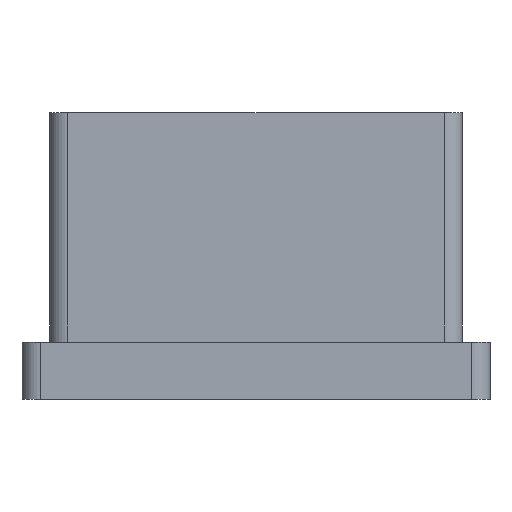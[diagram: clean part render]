
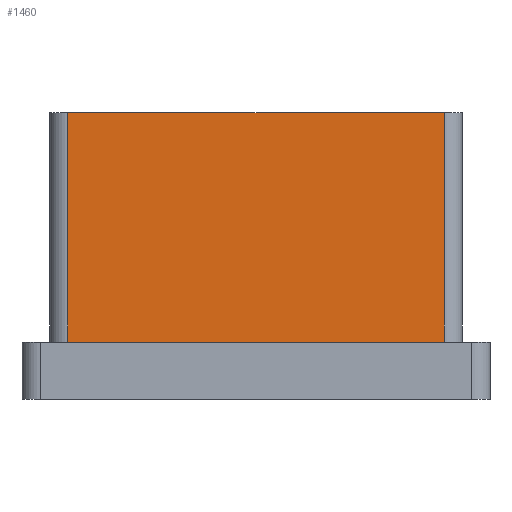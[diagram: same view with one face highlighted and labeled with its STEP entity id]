
A CAD part, left-side view. The second image highlights one B-rep face of the part: STEP entity #1460.
In plain terms, the highlighted planar face has unit normal (-1, 0, 0).
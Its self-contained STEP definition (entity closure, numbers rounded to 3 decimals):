
#74=PLANE('',#1608);
#129=FACE_OUTER_BOUND('',#218,.T.);
#218=EDGE_LOOP('',(#1132,#1133,#1134,#1135));
#348=LINE('',#2332,#477);
#349=LINE('',#2334,#478);
#350=LINE('',#2336,#479);
#351=LINE('',#2337,#480);
#477=VECTOR('',#1908,10.414);
#478=VECTOR('',#1909,6.35);
#479=VECTOR('',#1910,10.414);
#480=VECTOR('',#1911,6.35);
#693=VERTEX_POINT('',#2330);
#694=VERTEX_POINT('',#2331);
#695=VERTEX_POINT('',#2333);
#696=VERTEX_POINT('',#2335);
#866=EDGE_CURVE('',#693,#694,#348,.T.);
#867=EDGE_CURVE('',#694,#695,#349,.T.);
#868=EDGE_CURVE('',#696,#695,#350,.T.);
#869=EDGE_CURVE('',#696,#693,#351,.T.);
#1132=ORIENTED_EDGE('',*,*,#866,.T.);
#1133=ORIENTED_EDGE('',*,*,#867,.T.);
#1134=ORIENTED_EDGE('',*,*,#868,.F.);
#1135=ORIENTED_EDGE('',*,*,#869,.T.);
#1460=ADVANCED_FACE('',(#129),#74,.T.);
#1608=AXIS2_PLACEMENT_3D('',#2329,#1906,#1907);
#1906=DIRECTION('center_axis',(-1.,0.,0.));
#1907=DIRECTION('ref_axis',(0.,-1.,0.));
#1908=DIRECTION('',(0.,-1.,0.));
#1909=DIRECTION('',(0.,0.,1.));
#1910=DIRECTION('',(0.,-1.,0.));
#1911=DIRECTION('',(0.,0.,-1.));
#2329=CARTESIAN_POINT('Origin',(-5.715,5.715,-4.572));
#2330=CARTESIAN_POINT('',(-5.715,5.207,-4.572));
#2331=CARTESIAN_POINT('',(-5.715,-5.207,-4.572));
#2332=CARTESIAN_POINT('',(-5.715,5.207,-4.572));
#2333=CARTESIAN_POINT('',(-5.715,-5.207,1.778));
#2334=CARTESIAN_POINT('',(-5.715,-5.207,-4.572));
#2335=CARTESIAN_POINT('',(-5.715,5.207,1.778));
#2336=CARTESIAN_POINT('',(-5.715,5.207,1.778));
#2337=CARTESIAN_POINT('',(-5.715,5.207,1.778));
